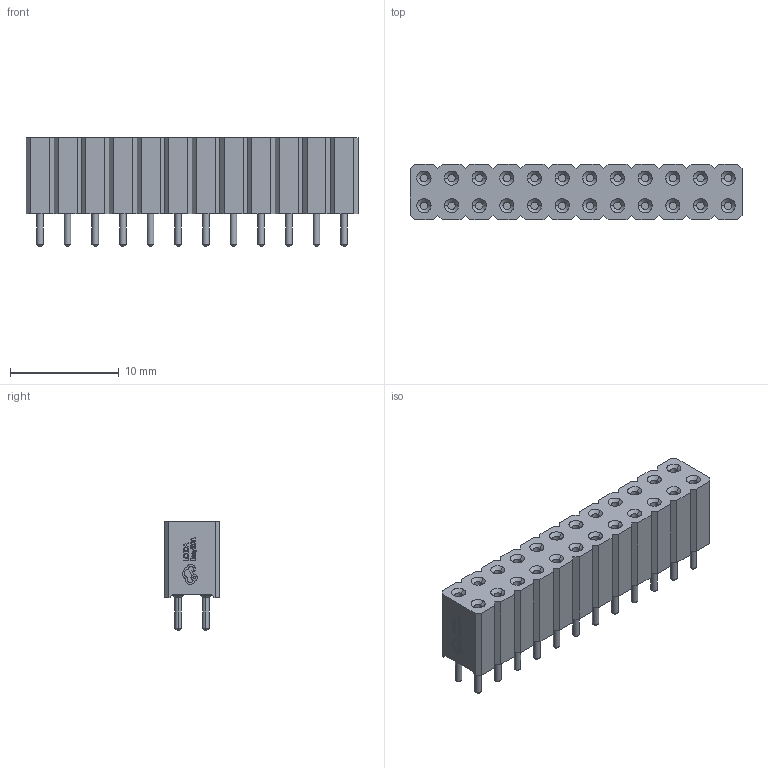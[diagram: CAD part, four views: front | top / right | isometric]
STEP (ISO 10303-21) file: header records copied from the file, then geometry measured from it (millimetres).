
FILE_DESCRIPTION(('Open CASCADE Model'),'2;1');
FILE_NAME('Open CASCADE Shape Model','2025-10-20T22:03:50',('Author'),( 'Open CASCADE'),'Open CASCADE STEP processor 7.9','Open CASCADE 7.9' ,'Unknown');
FILE_SCHEMA(('AUTOMOTIVE_DESIGN { 1 0 10303 214 1 1 1 1 }'));
Length unit declared in the file: millimetre
Products named in the file (1): SOLID
Bounding box: 30.49 x 5.08 x 10 mm (x, y, z)
Volume: 1006.3 mm3; surface area: 1200.9 mm2
Topology: 1 solids, 1 shells, 700 faces, 1680 edges, 1056 vertices
Faces by surface type: bspline 700
Entity records: 24249 total; most frequent: CARTESIAN_POINT 11885, ORIENTED_EDGE 3360, EDGE_CURVE 1680, B_SPLINE_CURVE_WITH_KNOTS 1296, VERTEX_POINT 1056, FACE_BOUND 774, EDGE_LOOP 774, ADVANCED_FACE 700
